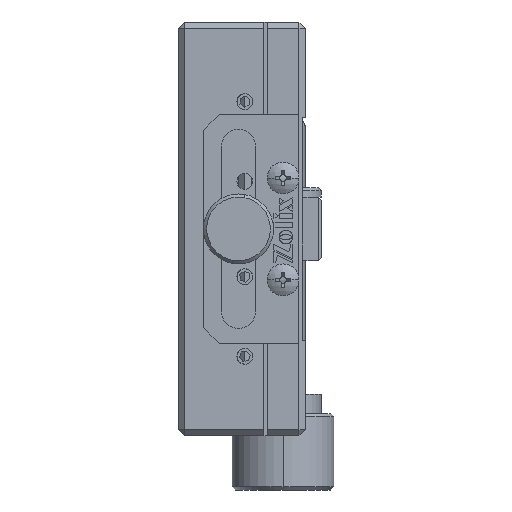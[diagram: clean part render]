
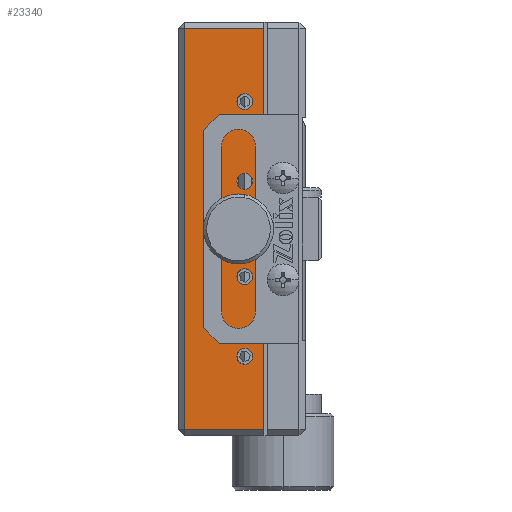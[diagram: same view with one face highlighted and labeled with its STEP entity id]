
A CAD part, left-side view. The second image highlights one B-rep face of the part: STEP entity #23340.
In plain terms, the highlighted planar face has unit normal (-1, 0, 0).
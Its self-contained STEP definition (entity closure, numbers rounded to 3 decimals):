
#174 = CIRCLE ( 'NONE', #9389, 1.25 ) ;
#459 = FACE_BOUND ( 'NONE', #25235, .T. ) ;
#1627 = DIRECTION ( 'NONE',  ( -1., 0., 0. ) ) ;
#1848 = CIRCLE ( 'NONE', #24445, 1.25 ) ;
#1956 = CARTESIAN_POINT ( 'NONE',  ( -32.108, 6.518, 40.473 ) ) ;
#2356 = VERTEX_POINT ( 'NONE', #11200 ) ;
#2386 = VERTEX_POINT ( 'NONE', #26390 ) ;
#2488 = DIRECTION ( 'NONE',  ( -1., 0., 0. ) ) ;
#2832 = CARTESIAN_POINT ( 'NONE',  ( -32.108, 16.018, 29.223 ) ) ;
#2851 = ORIENTED_EDGE ( 'NONE', *, *, #18321, .F. ) ;
#3015 = EDGE_LOOP ( 'NONE', ( #9945, #7673, #5497, #25522 ) ) ;
#3019 = EDGE_CURVE ( 'NONE', #6805, #4148, #19826, .T. ) ;
#3196 = FACE_BOUND ( 'NONE', #10499, .T. ) ;
#3534 = EDGE_CURVE ( 'NONE', #4148, #6805, #174, .T. ) ;
#3765 = EDGE_CURVE ( 'NONE', #16932, #14449, #10339, .T. ) ;
#3812 = DIRECTION ( 'NONE',  ( 0., 0., 1. ) ) ;
#3899 = LINE ( 'NONE', #27492, #4934 ) ;
#4071 = DIRECTION ( 'NONE',  ( 0., 1., 0. ) ) ;
#4148 = VERTEX_POINT ( 'NONE', #11331 ) ;
#4349 = VERTEX_POINT ( 'NONE', #22662 ) ;
#4379 = DIRECTION ( 'NONE',  ( -1., 0., 0. ) ) ;
#4398 = DIRECTION ( 'NONE',  ( 0., 0., 1. ) ) ;
#4470 = ORIENTED_EDGE ( 'NONE', *, *, #14764, .F. ) ;
#4484 = CARTESIAN_POINT ( 'NONE',  ( -32.108, 6.518, 69.223 ) ) ;
#4876 = AXIS2_PLACEMENT_3D ( 'NONE', #14556, #1627, #3812 ) ;
#4934 = VECTOR ( 'NONE', #23354, 1000. ) ;
#5497 = ORIENTED_EDGE ( 'NONE', *, *, #18939, .T. ) ;
#5840 = DIRECTION ( 'NONE',  ( -1., 0., 0. ) ) ;
#6111 = CARTESIAN_POINT ( 'NONE',  ( -32.108, 7.518, 61.723 ) ) ;
#6245 = EDGE_CURVE ( 'NONE', #7744, #25425, #8812, .T. ) ;
#6303 = CARTESIAN_POINT ( 'NONE',  ( -32.108, 6.518, 52.973 ) ) ;
#6452 = DIRECTION ( 'NONE',  ( -1., 0., 0. ) ) ;
#6672 = VERTEX_POINT ( 'NONE', #14825 ) ;
#6805 = VERTEX_POINT ( 'NONE', #1956 ) ;
#7142 = CARTESIAN_POINT ( 'NONE',  ( -32.108, 6.518, 82.973 ) ) ;
#7182 = ORIENTED_EDGE ( 'NONE', *, *, #3765, .F. ) ;
#7673 = ORIENTED_EDGE ( 'NONE', *, *, #22521, .T. ) ;
#7744 = VERTEX_POINT ( 'NONE', #6303 ) ;
#8031 = AXIS2_PLACEMENT_3D ( 'NONE', #23483, #21676, #4398 ) ;
#8135 = DIRECTION ( 'NONE',  ( 0., 0., 1. ) ) ;
#8225 = LINE ( 'NONE', #23232, #26105 ) ;
#8265 = EDGE_LOOP ( 'NONE', ( #12517, #10534 ) ) ;
#8729 = EDGE_CURVE ( 'NONE', #4349, #17862, #26190, .T. ) ;
#8731 = EDGE_CURVE ( 'NONE', #10422, #6672, #3899, .T. ) ;
#8812 = CIRCLE ( 'NONE', #24468, 1.25 ) ;
#9035 = ORIENTED_EDGE ( 'NONE', *, *, #8729, .F. ) ;
#9110 = DIRECTION ( 'NONE',  ( 0., 0., 1. ) ) ;
#9199 = DIRECTION ( 'NONE',  ( -1., 0., 0. ) ) ;
#9389 = AXIS2_PLACEMENT_3D ( 'NONE', #15409, #2488, #15503 ) ;
#9872 = CIRCLE ( 'NONE', #8031, 2.1 ) ;
#9934 = PLANE ( 'NONE',  #17956 ) ;
#9945 = ORIENTED_EDGE ( 'NONE', *, *, #8731, .T. ) ;
#10081 = EDGE_CURVE ( 'NONE', #26825, #2356, #12947, .T. ) ;
#10314 = VECTOR ( 'NONE', #15662, 1000. ) ;
#10339 = CIRCLE ( 'NONE', #17161, 1.25 ) ;
#10422 = VERTEX_POINT ( 'NONE', #18601 ) ;
#10499 = EDGE_LOOP ( 'NONE', ( #22780, #10731 ) ) ;
#10534 = ORIENTED_EDGE ( 'NONE', *, *, #6245, .F. ) ;
#10731 = ORIENTED_EDGE ( 'NONE', *, *, #3019, .F. ) ;
#10801 = DIRECTION ( 'NONE',  ( 0., 0., 1. ) ) ;
#11200 = CARTESIAN_POINT ( 'NONE',  ( -32.108, 7.518, 63.823 ) ) ;
#11331 = CARTESIAN_POINT ( 'NONE',  ( -32.108, 6.518, 42.973 ) ) ;
#11660 = FACE_BOUND ( 'NONE', #16084, .T. ) ;
#12517 = ORIENTED_EDGE ( 'NONE', *, *, #18822, .F. ) ;
#12947 = CIRCLE ( 'NONE', #20989, 2.1 ) ;
#13039 = VECTOR ( 'NONE', #4071, 1000. ) ;
#13145 = DIRECTION ( 'NONE',  ( -1., 0., 0. ) ) ;
#14111 = EDGE_CURVE ( 'NONE', #2386, #10422, #8225, .T. ) ;
#14449 = VERTEX_POINT ( 'NONE', #7142 ) ;
#14556 = CARTESIAN_POINT ( 'NONE',  ( -32.108, 6.518, 69.223 ) ) ;
#14623 = DIRECTION ( 'NONE',  ( 0., -1., 0. ) ) ;
#14677 = CARTESIAN_POINT ( 'NONE',  ( -32.108, 16.018, 93.223 ) ) ;
#14764 = EDGE_CURVE ( 'NONE', #2356, #26825, #9872, .T. ) ;
#14825 = CARTESIAN_POINT ( 'NONE',  ( -32.108, 3.518, 93.223 ) ) ;
#15320 = CARTESIAN_POINT ( 'NONE',  ( -32.108, 6.518, 81.723 ) ) ;
#15409 = CARTESIAN_POINT ( 'NONE',  ( -32.108, 6.518, 41.723 ) ) ;
#15503 = DIRECTION ( 'NONE',  ( 0., 0., 1. ) ) ;
#15564 = CARTESIAN_POINT ( 'NONE',  ( -32.108, 7.518, 59.623 ) ) ;
#15662 = DIRECTION ( 'NONE',  ( 0., 0., -1. ) ) ;
#15863 = CARTESIAN_POINT ( 'NONE',  ( -32.108, 6.518, 81.723 ) ) ;
#16031 = CARTESIAN_POINT ( 'NONE',  ( -32.108, 6.518, 70.473 ) ) ;
#16084 = EDGE_LOOP ( 'NONE', ( #4470, #25283 ) ) ;
#16768 = DIRECTION ( 'NONE',  ( 0., 0., 1. ) ) ;
#16784 = ORIENTED_EDGE ( 'NONE', *, *, #26098, .F. ) ;
#16932 = VERTEX_POINT ( 'NONE', #18408 ) ;
#17161 = AXIS2_PLACEMENT_3D ( 'NONE', #15863, #24497, #18053 ) ;
#17457 = CARTESIAN_POINT ( 'NONE',  ( -32.108, 6.518, 54.223 ) ) ;
#17554 = DIRECTION ( 'NONE',  ( 0., 0., 1. ) ) ;
#17703 = FACE_BOUND ( 'NONE', #24871, .T. ) ;
#17862 = VERTEX_POINT ( 'NONE', #16031 ) ;
#17956 = AXIS2_PLACEMENT_3D ( 'NONE', #27207, #23152, #8135 ) ;
#18053 = DIRECTION ( 'NONE',  ( 0., 0., 1. ) ) ;
#18092 = LINE ( 'NONE', #27577, #13039 ) ;
#18321 = EDGE_CURVE ( 'NONE', #14449, #16932, #20141, .T. ) ;
#18408 = CARTESIAN_POINT ( 'NONE',  ( -32.108, 6.518, 80.473 ) ) ;
#18601 = CARTESIAN_POINT ( 'NONE',  ( -32.108, 3.518, 30.223 ) ) ;
#18661 = CIRCLE ( 'NONE', #24397, 1.25 ) ;
#18822 = EDGE_CURVE ( 'NONE', #25425, #7744, #1848, .T. ) ;
#18939 = EDGE_CURVE ( 'NONE', #27463, #2386, #21447, .T. ) ;
#19487 = DIRECTION ( 'NONE',  ( -1., 0., 0. ) ) ;
#19572 = DIRECTION ( 'NONE',  ( 0., 0., 1. ) ) ;
#19826 = CIRCLE ( 'NONE', #27293, 1.25 ) ;
#20066 = CARTESIAN_POINT ( 'NONE',  ( -32.108, 6.518, 41.723 ) ) ;
#20141 = CIRCLE ( 'NONE', #24822, 1.25 ) ;
#20585 = CARTESIAN_POINT ( 'NONE',  ( -32.108, 6.518, 55.473 ) ) ;
#20989 = AXIS2_PLACEMENT_3D ( 'NONE', #6111, #5840, #16768 ) ;
#21102 = FACE_BOUND ( 'NONE', #8265, .T. ) ;
#21447 = LINE ( 'NONE', #2832, #10314 ) ;
#21668 = DIRECTION ( 'NONE',  ( 0., 0., 1. ) ) ;
#21676 = DIRECTION ( 'NONE',  ( -1., 0., 0. ) ) ;
#22521 = EDGE_CURVE ( 'NONE', #6672, #27463, #18092, .T. ) ;
#22662 = CARTESIAN_POINT ( 'NONE',  ( -32.108, 6.518, 67.973 ) ) ;
#22780 = ORIENTED_EDGE ( 'NONE', *, *, #3534, .F. ) ;
#23152 = DIRECTION ( 'NONE',  ( -1., 0., 0. ) ) ;
#23232 = CARTESIAN_POINT ( 'NONE',  ( -32.108, 3.518, 30.223 ) ) ;
#23340 = ADVANCED_FACE ( 'NONE', ( #21102, #3196, #17703, #459, #11660, #27848 ), #9934, .T. ) ;
#23354 = DIRECTION ( 'NONE',  ( 0., 0., 1. ) ) ;
#23483 = CARTESIAN_POINT ( 'NONE',  ( -32.108, 7.518, 61.723 ) ) ;
#24397 = AXIS2_PLACEMENT_3D ( 'NONE', #4484, #6452, #19572 ) ;
#24445 = AXIS2_PLACEMENT_3D ( 'NONE', #17457, #13145, #17554 ) ;
#24468 = AXIS2_PLACEMENT_3D ( 'NONE', #27791, #4379, #10801 ) ;
#24497 = DIRECTION ( 'NONE',  ( -1., 0., 0. ) ) ;
#24822 = AXIS2_PLACEMENT_3D ( 'NONE', #15320, #19487, #21668 ) ;
#24871 = EDGE_LOOP ( 'NONE', ( #2851, #7182 ) ) ;
#25235 = EDGE_LOOP ( 'NONE', ( #16784, #9035 ) ) ;
#25283 = ORIENTED_EDGE ( 'NONE', *, *, #10081, .F. ) ;
#25425 = VERTEX_POINT ( 'NONE', #20585 ) ;
#25522 = ORIENTED_EDGE ( 'NONE', *, *, #14111, .T. ) ;
#26098 = EDGE_CURVE ( 'NONE', #17862, #4349, #18661, .T. ) ;
#26105 = VECTOR ( 'NONE', #14623, 1000. ) ;
#26190 = CIRCLE ( 'NONE', #4876, 1.25 ) ;
#26390 = CARTESIAN_POINT ( 'NONE',  ( -32.108, 16.018, 30.223 ) ) ;
#26825 = VERTEX_POINT ( 'NONE', #15564 ) ;
#27207 = CARTESIAN_POINT ( 'NONE',  ( -32.108, 3.518, 29.223 ) ) ;
#27293 = AXIS2_PLACEMENT_3D ( 'NONE', #20066, #9199, #9110 ) ;
#27463 = VERTEX_POINT ( 'NONE', #14677 ) ;
#27492 = CARTESIAN_POINT ( 'NONE',  ( -32.108, 3.518, 29.223 ) ) ;
#27577 = CARTESIAN_POINT ( 'NONE',  ( -32.108, 3.518, 93.223 ) ) ;
#27791 = CARTESIAN_POINT ( 'NONE',  ( -32.108, 6.518, 54.223 ) ) ;
#27848 = FACE_OUTER_BOUND ( 'NONE', #3015, .T. ) ;
